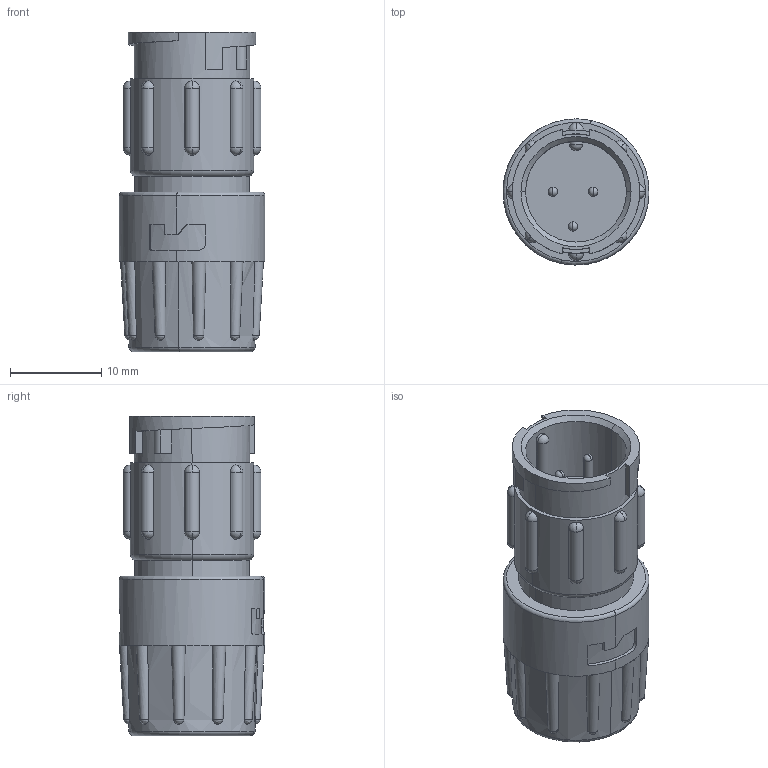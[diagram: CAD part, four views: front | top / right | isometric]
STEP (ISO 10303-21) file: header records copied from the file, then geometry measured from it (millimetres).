
FILE_DESCRIPTION (( 'STEP AP203' ), '1' );
FILE_NAME ('8280-3PG-321.STEP', '2015-11-17T21:57:05', ( '' ), ( '' ), 'SwSTEP 2.0', 'SolidWorks 2014', '' );
FILE_SCHEMA (( 'CONFIG_CONTROL_DESIGN' ));
Length unit declared in the file: inch
Products named in the file (1): 8280-3PG-321
Bounding box: 16 x 16 x 35 mm (x, y, z)
Volume: 4749.8 mm3; surface area: 2577.4 mm2
Topology: 1 solids, 1 shells, 162 faces, 488 edges, 310 vertices
Faces by surface type: plane 48, cylinder 43, sphere 39, bspline 22, torus 6, cone 4
Entity records: 9220 total; most frequent: CARTESIAN_POINT 5395, ORIENTED_EDGE 844, DIRECTION 711, EDGE_CURVE 422, AXIS2_PLACEMENT_3D 298, VERTEX_POINT 277, EDGE_LOOP 177, FACE_OUTER_BOUND 162
